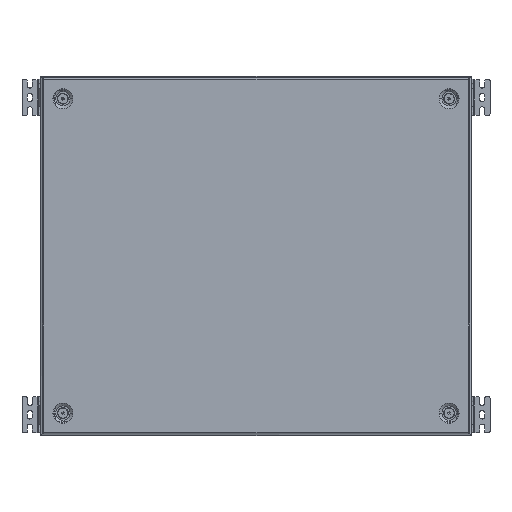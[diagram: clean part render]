
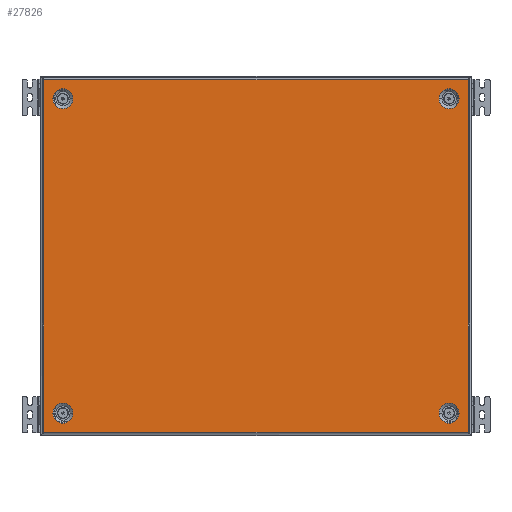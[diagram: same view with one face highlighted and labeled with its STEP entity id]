
A CAD part, top view. The second image highlights one B-rep face of the part: STEP entity #27826.
In plain terms, the highlighted planar face has unit normal (0, 0, 1).
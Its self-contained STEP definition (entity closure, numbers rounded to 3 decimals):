
#276 = CARTESIAN_POINT ( 'NONE',  ( -295.5, 245.793, 0. ) ) ;
#829 = VERTEX_POINT ( 'NONE', #26808 ) ;
#1452 = DIRECTION ( 'NONE',  ( 0., 0., 1. ) ) ;
#1709 = AXIS2_PLACEMENT_3D ( 'NONE', #21160, #10636, #10357 ) ;
#1750 = DIRECTION ( 'NONE',  ( 0., 0., 1. ) ) ;
#1919 = DIRECTION ( 'NONE',  ( 1., 0., 0. ) ) ;
#2379 = LINE ( 'NONE', #11010, #14279 ) ;
#2457 = CARTESIAN_POINT ( 'NONE',  ( 295.793, 245.5, 0. ) ) ;
#2551 = ORIENTED_EDGE ( 'NONE', *, *, #27884, .T. ) ;
#2559 = VERTEX_POINT ( 'NONE', #12009 ) ;
#2633 = CIRCLE ( 'NONE', #18478, 14. ) ;
#2769 = VECTOR ( 'NONE', #8904, 1000. ) ;
#2814 = CARTESIAN_POINT ( 'NONE',  ( 255., -219., 0. ) ) ;
#2837 = CARTESIAN_POINT ( 'NONE',  ( -269., 219., 0. ) ) ;
#2849 = VERTEX_POINT ( 'NONE', #7116 ) ;
#3232 = ORIENTED_EDGE ( 'NONE', *, *, #11269, .F. ) ;
#3343 = CARTESIAN_POINT ( 'NONE',  ( 295.5, 245.5, 0. ) ) ;
#3370 = EDGE_LOOP ( 'NONE', ( #25019, #3681 ) ) ;
#3448 = CARTESIAN_POINT ( 'NONE',  ( 0., 0., 0. ) ) ;
#3576 = VERTEX_POINT ( 'NONE', #2814 ) ;
#3582 = ORIENTED_EDGE ( 'NONE', *, *, #13524, .F. ) ;
#3681 = ORIENTED_EDGE ( 'NONE', *, *, #10152, .F. ) ;
#4153 = AXIS2_PLACEMENT_3D ( 'NONE', #12078, #7660, #16632 ) ;
#4191 = LINE ( 'NONE', #23641, #27631 ) ;
#4362 = LINE ( 'NONE', #25250, #8478 ) ;
#4616 = CIRCLE ( 'NONE', #4153, 14. ) ;
#4948 = ORIENTED_EDGE ( 'NONE', *, *, #5092, .F. ) ;
#5092 = EDGE_CURVE ( 'NONE', #10448, #22493, #8797, .T. ) ;
#5432 = EDGE_LOOP ( 'NONE', ( #12527, #5746 ) ) ;
#5438 = FACE_OUTER_BOUND ( 'NONE', #16238, .T. ) ;
#5616 = CARTESIAN_POINT ( 'NONE',  ( -255., -219., 0. ) ) ;
#5712 = EDGE_LOOP ( 'NONE', ( #7585, #7915 ) ) ;
#5746 = ORIENTED_EDGE ( 'NONE', *, *, #25054, .F. ) ;
#5751 = CARTESIAN_POINT ( 'NONE',  ( 283., 219., 0. ) ) ;
#6026 = EDGE_CURVE ( 'NONE', #24878, #3576, #7934, .T. ) ;
#6068 = EDGE_LOOP ( 'NONE', ( #3582, #4948 ) ) ;
#6180 = DIRECTION ( 'NONE',  ( 0., 0., 1. ) ) ;
#6656 = CARTESIAN_POINT ( 'NONE',  ( -269., -219., 0. ) ) ;
#7116 = CARTESIAN_POINT ( 'NONE',  ( -295.5, -245.5, 0. ) ) ;
#7494 = VECTOR ( 'NONE', #21596, 1000. ) ;
#7585 = ORIENTED_EDGE ( 'NONE', *, *, #21757, .F. ) ;
#7660 = DIRECTION ( 'NONE',  ( 0., 0., 1. ) ) ;
#7915 = ORIENTED_EDGE ( 'NONE', *, *, #14647, .F. ) ;
#7934 = CIRCLE ( 'NONE', #26125, 14. ) ;
#7964 = FACE_BOUND ( 'NONE', #5432, .T. ) ;
#8074 = ORIENTED_EDGE ( 'NONE', *, *, #25361, .T. ) ;
#8478 = VECTOR ( 'NONE', #23802, 1000. ) ;
#8797 = CIRCLE ( 'NONE', #13812, 14. ) ;
#8831 = CARTESIAN_POINT ( 'NONE',  ( 255., 219., 0. ) ) ;
#8904 = DIRECTION ( 'NONE',  ( 0., -1., 0. ) ) ;
#9331 = DIRECTION ( 'NONE',  ( 0., 0., 1. ) ) ;
#9898 = AXIS2_PLACEMENT_3D ( 'NONE', #2837, #9331, #20705 ) ;
#10152 = EDGE_CURVE ( 'NONE', #3576, #24878, #2633, .T. ) ;
#10167 = CARTESIAN_POINT ( 'NONE',  ( -283., 219., 0. ) ) ;
#10357 = DIRECTION ( 'NONE',  ( 1., 0., 0. ) ) ;
#10367 = DIRECTION ( 'NONE',  ( -1., 0., 0. ) ) ;
#10448 = VERTEX_POINT ( 'NONE', #8831 ) ;
#10636 = DIRECTION ( 'NONE',  ( 0., 0., 1. ) ) ;
#11010 = CARTESIAN_POINT ( 'NONE',  ( 297.5, -245.5, 0. ) ) ;
#11041 = LINE ( 'NONE', #276, #2769 ) ;
#11086 = CARTESIAN_POINT ( 'NONE',  ( 295.793, 245.5, 0. ) ) ;
#11269 = EDGE_CURVE ( 'NONE', #22554, #2559, #4191, .T. ) ;
#11297 = VERTEX_POINT ( 'NONE', #17260 ) ;
#11729 = AXIS2_PLACEMENT_3D ( 'NONE', #27562, #1452, #12221 ) ;
#12009 = CARTESIAN_POINT ( 'NONE',  ( -295.4, 245.5, 0. ) ) ;
#12078 = CARTESIAN_POINT ( 'NONE',  ( 269., 219., 0. ) ) ;
#12109 = DIRECTION ( 'NONE',  ( 0., 0., 1. ) ) ;
#12221 = DIRECTION ( 'NONE',  ( -1., 0., 0. ) ) ;
#12330 = ORIENTED_EDGE ( 'NONE', *, *, #21281, .T. ) ;
#12527 = ORIENTED_EDGE ( 'NONE', *, *, #27151, .F. ) ;
#12693 = EDGE_CURVE ( 'NONE', #22554, #2849, #11041, .T. ) ;
#12868 = CARTESIAN_POINT ( 'NONE',  ( -295.4, -245.5, 0. ) ) ;
#13524 = EDGE_CURVE ( 'NONE', #22493, #10448, #4616, .T. ) ;
#13572 = CIRCLE ( 'NONE', #11729, 14. ) ;
#13812 = AXIS2_PLACEMENT_3D ( 'NONE', #21169, #1750, #10367 ) ;
#13998 = CIRCLE ( 'NONE', #9898, 14. ) ;
#14279 = VECTOR ( 'NONE', #19687, 1000. ) ;
#14647 = EDGE_CURVE ( 'NONE', #23838, #11297, #13572, .T. ) ;
#14664 = FACE_BOUND ( 'NONE', #3370, .T. ) ;
#14797 = CIRCLE ( 'NONE', #16152, 14. ) ;
#14921 = DIRECTION ( 'NONE',  ( 0., 0., 1. ) ) ;
#15203 = EDGE_CURVE ( 'NONE', #15725, #24329, #26392, .T. ) ;
#15665 = VECTOR ( 'NONE', #19624, 1000. ) ;
#15725 = VERTEX_POINT ( 'NONE', #12868 ) ;
#16098 = EDGE_CURVE ( 'NONE', #829, #22612, #16951, .T. ) ;
#16152 = AXIS2_PLACEMENT_3D ( 'NONE', #6656, #14921, #19734 ) ;
#16238 = EDGE_LOOP ( 'NONE', ( #12330, #2551, #3232, #23434, #8074, #26126, #27551, #26264 ) ) ;
#16632 = DIRECTION ( 'NONE',  ( -1., 0., 0. ) ) ;
#16661 = PLANE ( 'NONE',  #26272 ) ;
#16951 = LINE ( 'NONE', #23458, #19042 ) ;
#17260 = CARTESIAN_POINT ( 'NONE',  ( -283., -219., 0. ) ) ;
#17397 = DIRECTION ( 'NONE',  ( 1., 0., 0. ) ) ;
#17506 = DIRECTION ( 'NONE',  ( 0., 1., 0. ) ) ;
#18478 = AXIS2_PLACEMENT_3D ( 'NONE', #23651, #6180, #17397 ) ;
#19042 = VECTOR ( 'NONE', #17506, 1000. ) ;
#19072 = CARTESIAN_POINT ( 'NONE',  ( 269., -219., 0. ) ) ;
#19624 = DIRECTION ( 'NONE',  ( -1., 0., 0. ) ) ;
#19687 = DIRECTION ( 'NONE',  ( 1., 0., 0. ) ) ;
#19734 = DIRECTION ( 'NONE',  ( -1., 0., 0. ) ) ;
#20222 = EDGE_CURVE ( 'NONE', #24329, #829, #2379, .T. ) ;
#20705 = DIRECTION ( 'NONE',  ( 1., 0., 0. ) ) ;
#20855 = VERTEX_POINT ( 'NONE', #10167 ) ;
#21160 = CARTESIAN_POINT ( 'NONE',  ( -269., 219., 0. ) ) ;
#21169 = CARTESIAN_POINT ( 'NONE',  ( 269., 219., 0. ) ) ;
#21281 = EDGE_CURVE ( 'NONE', #22612, #22383, #24917, .T. ) ;
#21339 = DIRECTION ( 'NONE',  ( 0., 0., 1. ) ) ;
#21503 = DIRECTION ( 'NONE',  ( 1., 0., 0. ) ) ;
#21596 = DIRECTION ( 'NONE',  ( -1., 0., 0. ) ) ;
#21641 = CIRCLE ( 'NONE', #1709, 14. ) ;
#21735 = LINE ( 'NONE', #2457, #15665 ) ;
#21757 = EDGE_CURVE ( 'NONE', #11297, #23838, #14797, .T. ) ;
#21815 = CARTESIAN_POINT ( 'NONE',  ( 295.4, -245.5, 0. ) ) ;
#22363 = CARTESIAN_POINT ( 'NONE',  ( 295.4, 245.5, 0. ) ) ;
#22383 = VERTEX_POINT ( 'NONE', #22363 ) ;
#22493 = VERTEX_POINT ( 'NONE', #5751 ) ;
#22554 = VERTEX_POINT ( 'NONE', #27199 ) ;
#22604 = VERTEX_POINT ( 'NONE', #25351 ) ;
#22612 = VERTEX_POINT ( 'NONE', #3343 ) ;
#23154 = FACE_BOUND ( 'NONE', #5712, .T. ) ;
#23434 = ORIENTED_EDGE ( 'NONE', *, *, #12693, .T. ) ;
#23458 = CARTESIAN_POINT ( 'NONE',  ( 295.5, -245.793, 0. ) ) ;
#23641 = CARTESIAN_POINT ( 'NONE',  ( -297.5, 245.5, 0. ) ) ;
#23651 = CARTESIAN_POINT ( 'NONE',  ( 269., -219., 0. ) ) ;
#23802 = DIRECTION ( 'NONE',  ( 1., 0., 0. ) ) ;
#23838 = VERTEX_POINT ( 'NONE', #5616 ) ;
#24329 = VERTEX_POINT ( 'NONE', #21815 ) ;
#24878 = VERTEX_POINT ( 'NONE', #27591 ) ;
#24917 = LINE ( 'NONE', #11086, #7494 ) ;
#25019 = ORIENTED_EDGE ( 'NONE', *, *, #6026, .F. ) ;
#25054 = EDGE_CURVE ( 'NONE', #22604, #20855, #21641, .T. ) ;
#25250 = CARTESIAN_POINT ( 'NONE',  ( -295.793, -245.5, 0. ) ) ;
#25314 = DIRECTION ( 'NONE',  ( 1., 0., 0. ) ) ;
#25351 = CARTESIAN_POINT ( 'NONE',  ( -255., 219., 0. ) ) ;
#25361 = EDGE_CURVE ( 'NONE', #2849, #15725, #4362, .T. ) ;
#25386 = VECTOR ( 'NONE', #26261, 1000. ) ;
#25832 = CARTESIAN_POINT ( 'NONE',  ( -295.793, -245.5, 0. ) ) ;
#26125 = AXIS2_PLACEMENT_3D ( 'NONE', #19072, #21339, #1919 ) ;
#26126 = ORIENTED_EDGE ( 'NONE', *, *, #15203, .T. ) ;
#26261 = DIRECTION ( 'NONE',  ( 1., 0., 0. ) ) ;
#26264 = ORIENTED_EDGE ( 'NONE', *, *, #16098, .T. ) ;
#26272 = AXIS2_PLACEMENT_3D ( 'NONE', #3448, #12109, #25314 ) ;
#26392 = LINE ( 'NONE', #25832, #25386 ) ;
#26808 = CARTESIAN_POINT ( 'NONE',  ( 295.5, -245.5, 0. ) ) ;
#27151 = EDGE_CURVE ( 'NONE', #20855, #22604, #13998, .T. ) ;
#27199 = CARTESIAN_POINT ( 'NONE',  ( -295.5, 245.5, 0. ) ) ;
#27441 = FACE_BOUND ( 'NONE', #6068, .T. ) ;
#27551 = ORIENTED_EDGE ( 'NONE', *, *, #20222, .T. ) ;
#27562 = CARTESIAN_POINT ( 'NONE',  ( -269., -219., 0. ) ) ;
#27591 = CARTESIAN_POINT ( 'NONE',  ( 283., -219., 0. ) ) ;
#27631 = VECTOR ( 'NONE', #21503, 1000. ) ;
#27826 = ADVANCED_FACE ( 'NONE', ( #5438, #14664, #27441, #23154, #7964 ), #16661, .T. ) ;
#27884 = EDGE_CURVE ( 'NONE', #22383, #2559, #21735, .T. ) ;
